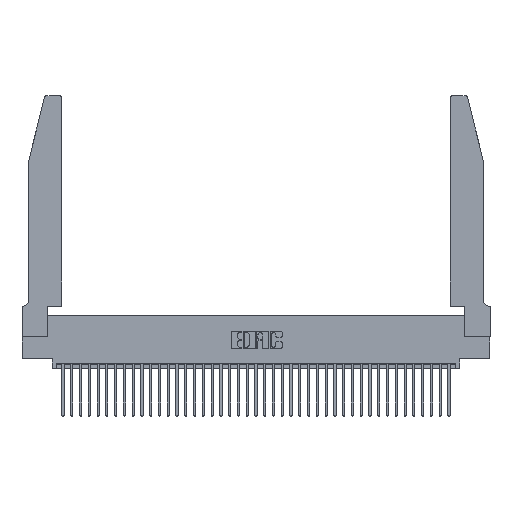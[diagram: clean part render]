
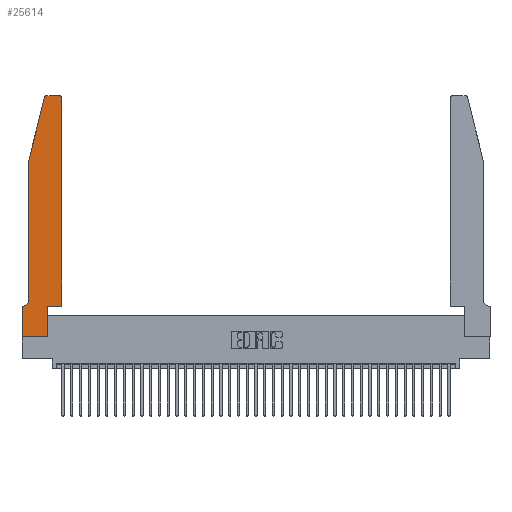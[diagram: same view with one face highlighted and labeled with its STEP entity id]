
A CAD part, top view. The second image highlights one B-rep face of the part: STEP entity #25614.
In plain terms, the highlighted planar face has unit normal (0, 0, 1).
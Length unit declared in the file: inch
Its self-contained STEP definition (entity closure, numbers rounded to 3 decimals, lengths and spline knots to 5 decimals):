
#245 = CARTESIAN_POINT ( 'NONE',  ( 0.2605, 2.75, 0.37 ) ) ;
#682 = ORIENTED_EDGE ( 'NONE', *, *, #13893, .T. ) ;
#701 = VERTEX_POINT ( 'NONE', #34990 ) ;
#1297 = CARTESIAN_POINT ( 'NONE',  ( 0.2865, 0., 0.37 ) ) ;
#1492 = VERTEX_POINT ( 'NONE', #24563 ) ;
#2021 = EDGE_CURVE ( 'NONE', #19146, #25219, #4102, .T. ) ;
#2160 = LINE ( 'NONE', #12893, #28624 ) ;
#2268 = DIRECTION ( 'NONE',  ( 0., 0., 1. ) ) ;
#2778 = ORIENTED_EDGE ( 'NONE', *, *, #21933, .T. ) ;
#3505 = PLANE ( 'NONE',  #12730 ) ;
#3545 = EDGE_CURVE ( 'NONE', #31851, #8325, #32648, .T. ) ;
#3930 = DIRECTION ( 'NONE',  ( -1., 0., 0. ) ) ;
#4102 = CIRCLE ( 'NONE', #26841, 0.07 ) ;
#4551 = DIRECTION ( 'NONE',  ( 0., 1., 0. ) ) ;
#4649 = ORIENTED_EDGE ( 'NONE', *, *, #6950, .T. ) ;
#4823 = VECTOR ( 'NONE', #34653, 39.37008 ) ;
#5729 = DIRECTION ( 'NONE',  ( 1., 0., 0. ) ) ;
#6950 = EDGE_CURVE ( 'NONE', #1492, #31851, #2160, .T. ) ;
#7652 = ORIENTED_EDGE ( 'NONE', *, *, #20323, .T. ) ;
#8325 = VERTEX_POINT ( 'NONE', #1297 ) ;
#9428 = DIRECTION ( 'NONE',  ( 0., 0., -1. ) ) ;
#9440 = VERTEX_POINT ( 'NONE', #28139 ) ;
#10561 = CARTESIAN_POINT ( 'NONE',  ( 0.284, 2.75, 0.37 ) ) ;
#10594 = VERTEX_POINT ( 'NONE', #13431 ) ;
#10692 = CIRCLE ( 'NONE', #21663, 0.03 ) ;
#11171 = CARTESIAN_POINT ( 'NONE',  ( 0.0055, 0.35, 0.37 ) ) ;
#11464 = CARTESIAN_POINT ( 'NONE',  ( 0.0755, 2., 0.37 ) ) ;
#11572 = VECTOR ( 'NONE', #3930, 39.37008 ) ;
#11731 = CARTESIAN_POINT ( 'NONE',  ( 0.4205, 2.72, 0.37 ) ) ;
#11763 = LINE ( 'NONE', #27468, #27215 ) ;
#12097 = ORIENTED_EDGE ( 'NONE', *, *, #2021, .T. ) ;
#12170 = CARTESIAN_POINT ( 'NONE',  ( 0., 0., 0.37 ) ) ;
#12517 = DIRECTION ( 'NONE',  ( -1., 0., 0. ) ) ;
#12730 = AXIS2_PLACEMENT_3D ( 'NONE', #12891, #19100, #25302 ) ;
#12891 = CARTESIAN_POINT ( 'NONE',  ( 0., 0.35, 0.37 ) ) ;
#12893 = CARTESIAN_POINT ( 'NONE',  ( 0., 0., 0.37 ) ) ;
#13431 = CARTESIAN_POINT ( 'NONE',  ( 0.4205, 2.75, 0.37 ) ) ;
#13703 = LINE ( 'NONE', #34411, #15156 ) ;
#13893 = EDGE_CURVE ( 'NONE', #25219, #1492, #31835, .T. ) ;
#14803 = FACE_OUTER_BOUND ( 'NONE', #27240, .T. ) ;
#14892 = LINE ( 'NONE', #37496, #4823 ) ;
#15003 = DIRECTION ( 'NONE',  ( 1., 0., 0. ) ) ;
#15156 = VECTOR ( 'NONE', #27828, 39.37008 ) ;
#17403 = ORIENTED_EDGE ( 'NONE', *, *, #3545, .T. ) ;
#17719 = DIRECTION ( 'NONE',  ( 1., 0., 0. ) ) ;
#17893 = EDGE_CURVE ( 'NONE', #19462, #19146, #13703, .T. ) ;
#18163 = ORIENTED_EDGE ( 'NONE', *, *, #23958, .T. ) ;
#18455 = VERTEX_POINT ( 'NONE', #29441 ) ;
#18510 = ORIENTED_EDGE ( 'NONE', *, *, #30836, .T. ) ;
#19100 = DIRECTION ( 'NONE',  ( 0., 0., 1. ) ) ;
#19146 = VERTEX_POINT ( 'NONE', #32464 ) ;
#19331 = EDGE_CURVE ( 'NONE', #18455, #10594, #10692, .T. ) ;
#19462 = VERTEX_POINT ( 'NONE', #11464 ) ;
#20238 = CARTESIAN_POINT ( 'NONE',  ( 0., 0., 0.37 ) ) ;
#20323 = EDGE_CURVE ( 'NONE', #10594, #26451, #33305, .T. ) ;
#20527 = LINE ( 'NONE', #28892, #21929 ) ;
#20665 = CARTESIAN_POINT ( 'NONE',  ( 0.284, 2.72, 0.37 ) ) ;
#21238 = DIRECTION ( 'NONE',  ( -1., 0., 0. ) ) ;
#21474 = ORIENTED_EDGE ( 'NONE', *, *, #26782, .T. ) ;
#21663 = AXIS2_PLACEMENT_3D ( 'NONE', #11731, #33263, #5729 ) ;
#21929 = VECTOR ( 'NONE', #4551, 39.37008 ) ;
#21933 = EDGE_CURVE ( 'NONE', #8325, #701, #14892, .T. ) ;
#22937 = CARTESIAN_POINT ( 'NONE',  ( 0.4505, 0.35, 0.37 ) ) ;
#23444 = ORIENTED_EDGE ( 'NONE', *, *, #17893, .T. ) ;
#23958 = EDGE_CURVE ( 'NONE', #26451, #9440, #31330, .T. ) ;
#24563 = CARTESIAN_POINT ( 'NONE',  ( 0., 0.35, 0.37 ) ) ;
#25219 = VERTEX_POINT ( 'NONE', #11171 ) ;
#25302 = DIRECTION ( 'NONE',  ( 1., 0., 0. ) ) ;
#25614 = ADVANCED_FACE ( 'NONE', ( #14803 ), #3505, .T. ) ;
#26447 = VECTOR ( 'NONE', #15003, 39.37008 ) ;
#26451 = VERTEX_POINT ( 'NONE', #10561 ) ;
#26466 = VERTEX_POINT ( 'NONE', #22937 ) ;
#26782 = EDGE_CURVE ( 'NONE', #701, #26466, #38374, .T. ) ;
#26841 = AXIS2_PLACEMENT_3D ( 'NONE', #27877, #9428, #12517 ) ;
#27215 = VECTOR ( 'NONE', #39822, 39.37008 ) ;
#27240 = EDGE_LOOP ( 'NONE', ( #7652, #18163, #18510, #23444, #12097, #682, #4649, #17403, #2778, #21474, #28404, #35393 ) ) ;
#27468 = CARTESIAN_POINT ( 'NONE',  ( 0.0755, 2., 0.37 ) ) ;
#27511 = CARTESIAN_POINT ( 'NONE',  ( 0.4505, 0.35, 0.37 ) ) ;
#27828 = DIRECTION ( 'NONE',  ( 0., -1., 0. ) ) ;
#27877 = CARTESIAN_POINT ( 'NONE',  ( 0.0055, 0.42, 0.37 ) ) ;
#28139 = CARTESIAN_POINT ( 'NONE',  ( 0.25487, 2.72718, 0.37 ) ) ;
#28404 = ORIENTED_EDGE ( 'NONE', *, *, #38263, .T. ) ;
#28509 = DIRECTION ( 'NONE',  ( 0., -1., 0. ) ) ;
#28624 = VECTOR ( 'NONE', #28509, 39.37008 ) ;
#28892 = CARTESIAN_POINT ( 'NONE',  ( 0.4505, 0.35, 0.37 ) ) ;
#28962 = CARTESIAN_POINT ( 'NONE',  ( 0.0755, 0.35, 0.37 ) ) ;
#29441 = CARTESIAN_POINT ( 'NONE',  ( 0.4505, 2.72, 0.37 ) ) ;
#30836 = EDGE_CURVE ( 'NONE', #9440, #19462, #11763, .T. ) ;
#31330 = CIRCLE ( 'NONE', #34627, 0.03 ) ;
#31835 = LINE ( 'NONE', #28962, #11572 ) ;
#31851 = VERTEX_POINT ( 'NONE', #20238 ) ;
#32464 = CARTESIAN_POINT ( 'NONE',  ( 0.0755, 0.42, 0.37 ) ) ;
#32648 = LINE ( 'NONE', #12170, #26447 ) ;
#33263 = DIRECTION ( 'NONE',  ( 0., 0., 1. ) ) ;
#33305 = LINE ( 'NONE', #245, #36729 ) ;
#33664 = DIRECTION ( 'NONE',  ( 1., 0., 0. ) ) ;
#34411 = CARTESIAN_POINT ( 'NONE',  ( 0.0755, 2., 0.37 ) ) ;
#34627 = AXIS2_PLACEMENT_3D ( 'NONE', #20665, #2268, #17719 ) ;
#34653 = DIRECTION ( 'NONE',  ( 0., 1., 0. ) ) ;
#34964 = VECTOR ( 'NONE', #33664, 39.37008 ) ;
#34990 = CARTESIAN_POINT ( 'NONE',  ( 0.2865, 0.35, 0.37 ) ) ;
#35393 = ORIENTED_EDGE ( 'NONE', *, *, #19331, .T. ) ;
#36729 = VECTOR ( 'NONE', #21238, 39.37008 ) ;
#37496 = CARTESIAN_POINT ( 'NONE',  ( 0.2865, 0.35, 0.37 ) ) ;
#38263 = EDGE_CURVE ( 'NONE', #26466, #18455, #20527, .T. ) ;
#38374 = LINE ( 'NONE', #27511, #34964 ) ;
#39822 = DIRECTION ( 'NONE',  ( -0.239, -0.971, 0. ) ) ;
